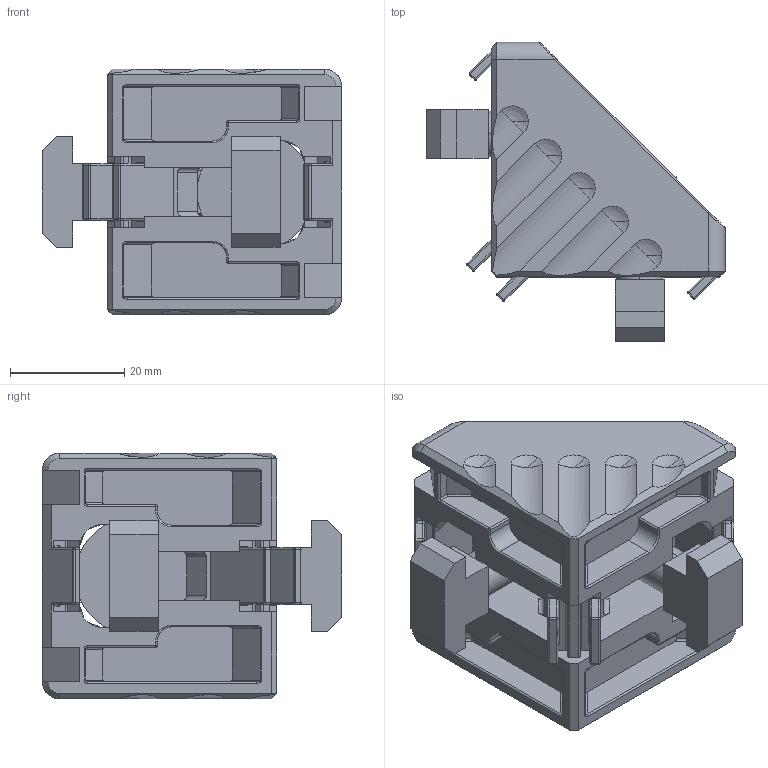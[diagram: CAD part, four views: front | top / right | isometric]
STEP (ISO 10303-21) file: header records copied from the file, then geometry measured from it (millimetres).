
FILE_DESCRIPTION((''),'2;1');
FILE_NAME('3842523561 45x45 Gusset With Fasteners.ipt.stp','2011-06-02T21:57:56',(''),(''),'Autodesk Inventor 2011','Autodesk Inventor 2011','');
FILE_SCHEMA(('AUTOMOTIVE_DESIGN { 1 0 10303 214 1 1 1 1 }'));
Length unit declared in the file: millimetre
Products named in the file (1): 3842523561 45x45 Gusset With Fasteners
Bounding box: 52.3 x 52.3 x 43 mm (x, y, z)
Volume: 29461.3 mm3; surface area: 16875.7 mm2
Topology: 5 solids, 5 shells, 441 faces, 1136 edges, 664 vertices
Faces by surface type: plane 164, cylinder 161, sphere 46, cone 26, torus 24, bspline 20
Entity records: 16736 total; most frequent: CARTESIAN_POINT 6486, ORIENTED_EDGE 2180, DIRECTION 2114, EDGE_CURVE 1090, AXIS2_PLACEMENT_3D 752, VERTEX_POINT 664, VECTOR 610, LINE 610
